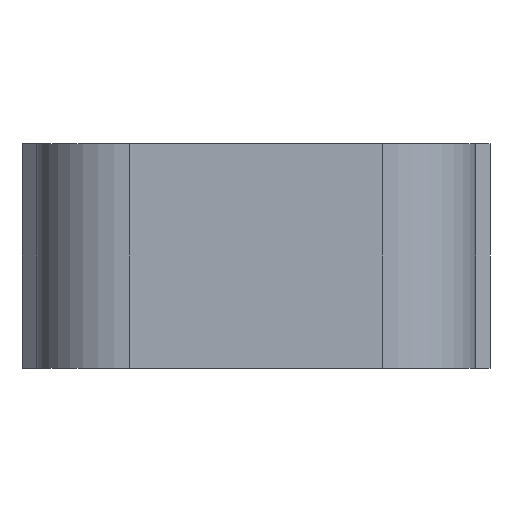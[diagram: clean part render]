
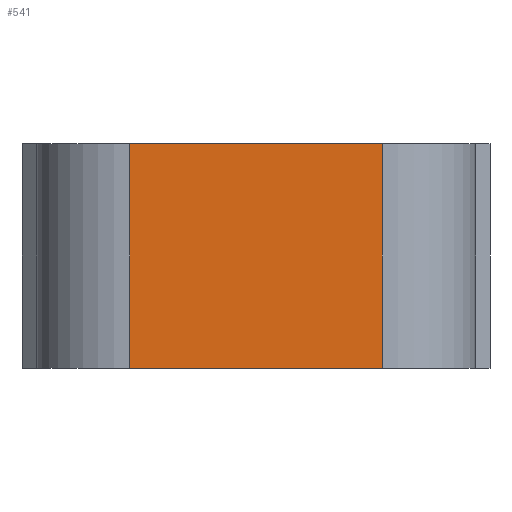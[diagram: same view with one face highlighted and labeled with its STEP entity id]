
A CAD part, front view. The second image highlights one B-rep face of the part: STEP entity #541.
In plain terms, the highlighted planar face has unit normal (0, -1, 0).
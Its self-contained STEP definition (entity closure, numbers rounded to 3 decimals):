
#3 = DIRECTION ( 'NONE',  ( 1., 0., 0. ) ) ;
#41 = PLANE ( 'NONE',  #185 ) ;
#99 = ORIENTED_EDGE ( 'NONE', *, *, #223, .T. ) ;
#129 = DIRECTION ( 'NONE',  ( 0., 0., -1. ) ) ;
#158 = LINE ( 'NONE', #865, #218 ) ;
#175 = VERTEX_POINT ( 'NONE', #225 ) ;
#185 = AXIS2_PLACEMENT_3D ( 'NONE', #761, #846, #691 ) ;
#188 = FACE_OUTER_BOUND ( 'NONE', #466, .T. ) ;
#200 = ORIENTED_EDGE ( 'NONE', *, *, #810, .F. ) ;
#207 = CARTESIAN_POINT ( 'NONE',  ( 17.6, -21.5, 0. ) ) ;
#214 = CARTESIAN_POINT ( 'NONE',  ( 17.6, -21.5, 18. ) ) ;
#218 = VECTOR ( 'NONE', #129, 1000. ) ;
#221 = ORIENTED_EDGE ( 'NONE', *, *, #860, .F. ) ;
#223 = EDGE_CURVE ( 'NONE', #476, #611, #600, .T. ) ;
#225 = CARTESIAN_POINT ( 'NONE',  ( 17.6, -21.5, 18. ) ) ;
#284 = CARTESIAN_POINT ( 'NONE',  ( 17.6, -21.5, 0. ) ) ;
#309 = CARTESIAN_POINT ( 'NONE',  ( 37.8, -21.5, 0. ) ) ;
#314 = ORIENTED_EDGE ( 'NONE', *, *, #850, .T. ) ;
#355 = VECTOR ( 'NONE', #676, 1000. ) ;
#466 = EDGE_LOOP ( 'NONE', ( #99, #200, #221, #314 ) ) ;
#476 = VERTEX_POINT ( 'NONE', #284 ) ;
#501 = LINE ( 'NONE', #214, #735 ) ;
#518 = CARTESIAN_POINT ( 'NONE',  ( 17.6, -21.5, 18. ) ) ;
#530 = DIRECTION ( 'NONE',  ( 0., 0., -1. ) ) ;
#541 = ADVANCED_FACE ( 'NONE', ( #188 ), #41, .F. ) ;
#594 = CARTESIAN_POINT ( 'NONE',  ( 37.8, -21.5, 18. ) ) ;
#600 = LINE ( 'NONE', #207, #355 ) ;
#611 = VERTEX_POINT ( 'NONE', #309 ) ;
#676 = DIRECTION ( 'NONE',  ( 1., 0., 0. ) ) ;
#691 = DIRECTION ( 'NONE',  ( 0., 0., 1. ) ) ;
#724 = VECTOR ( 'NONE', #3, 1000. ) ;
#735 = VECTOR ( 'NONE', #530, 1000. ) ;
#761 = CARTESIAN_POINT ( 'NONE',  ( 17.6, -21.5, 18. ) ) ;
#776 = VERTEX_POINT ( 'NONE', #594 ) ;
#797 = LINE ( 'NONE', #518, #724 ) ;
#810 = EDGE_CURVE ( 'NONE', #776, #611, #158, .T. ) ;
#846 = DIRECTION ( 'NONE',  ( 0., 1., 0. ) ) ;
#850 = EDGE_CURVE ( 'NONE', #175, #476, #501, .T. ) ;
#860 = EDGE_CURVE ( 'NONE', #175, #776, #797, .T. ) ;
#865 = CARTESIAN_POINT ( 'NONE',  ( 37.8, -21.5, 18. ) ) ;
